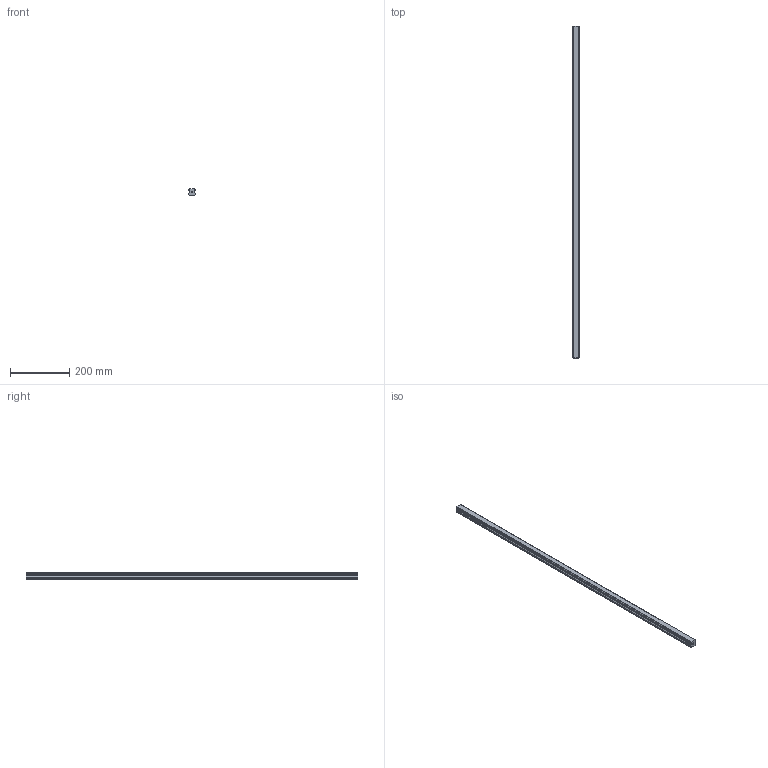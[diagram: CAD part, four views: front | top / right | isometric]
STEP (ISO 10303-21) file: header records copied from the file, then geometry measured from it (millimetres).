
FILE_DESCRIPTION(('STEP AP214'),'1');
FILE_NAME('cctmp_D37B5E6D-B57C-4F7D-ACFF-DD7FC100106E_2021_01_25_11_55_57_0049..stp','2021-01-25T10:55:57',('HIWIN GmbH'),('CADClick - www.CADClick.com'),'Spatial InterOp 3D',' ','unknown authorization');
FILE_SCHEMA(('AUTOMOTIVE_DESIGN'));
Length unit declared in the file: millimetre
Products named in the file (1): HGR25T1120C_FILE
Bounding box: 23 x 1120 x 22 mm (x, y, z)
Volume: 484152.6 mm3; surface area: 106932.9 mm2
Topology: 1 solids, 1 shells, 244 faces, 733 edges, 457 vertices
Faces by surface type: plane 146, cylinder 60, cone 38
Entity records: 9995 total; most frequent: DIRECTION 1457, CARTESIAN_POINT 1397, ORIENTED_EDGE 1390, EDGE_CURVE 695, AXIS2_PLACEMENT_3D 517, VERTEX_POINT 457, LINE 423, VECTOR 423
